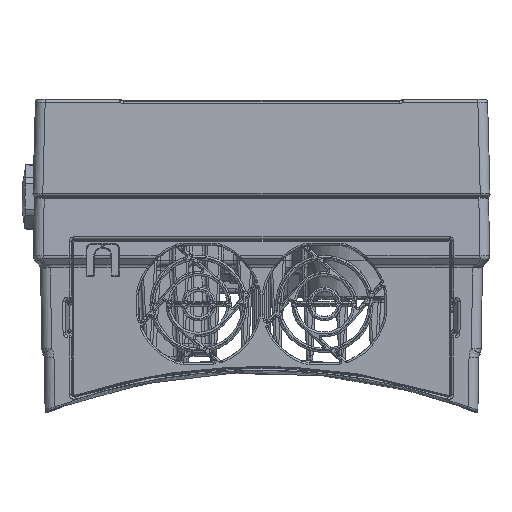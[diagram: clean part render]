
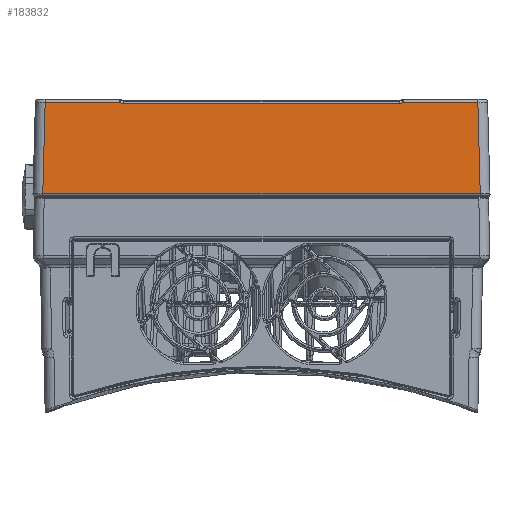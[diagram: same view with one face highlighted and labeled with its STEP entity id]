
A CAD part, top view. The second image highlights one B-rep face of the part: STEP entity #183832.
In plain terms, the highlighted planar face has unit normal (0, 0.026, 1).
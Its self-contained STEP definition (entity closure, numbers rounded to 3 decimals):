
#18822=DIRECTION('',(1.,0.,0.));
#18823=VECTOR('',#18822,179.149);
#18824=CARTESIAN_POINT('',(-89.574,71.226,
275.873));
#18825=LINE('',#18824,#18823);
#18836=DIRECTION('',(0.026,0.999,-0.026));
#18837=VECTOR('',#18836,37.431);
#18838=CARTESIAN_POINT('',(-89.574,71.226,
275.873));
#18839=LINE('',#18838,#18837);
#18843=CARTESIAN_POINT('',(-58.186,108.332,
274.901));
#18844=DIRECTION('',(0.,-0.026,-1.));
#18845=DIRECTION('',(0.,1.,-0.026));
#18846=AXIS2_PLACEMENT_3D('',#18843,#18844,#18845);
#18851=CARTESIAN_POINT('',(-58.02,108.581,
274.895));
#18852=CARTESIAN_POINT('',(-57.971,108.549,
274.896));
#18853=CARTESIAN_POINT('',(-57.871,108.487,
274.897));
#18854=CARTESIAN_POINT('',(-57.716,108.405,
274.9));
#18855=CARTESIAN_POINT('',(-57.556,108.333,
274.901));
#18856=CARTESIAN_POINT('',(-57.391,108.271,
274.903));
#18857=CARTESIAN_POINT('',(-57.223,108.221,
274.904));
#18858=CARTESIAN_POINT('',(-57.052,108.181,
274.905));
#18859=CARTESIAN_POINT('',(-56.878,108.152,
274.906));
#18860=CARTESIAN_POINT('',(-56.703,108.135,
274.907));
#18861=CARTESIAN_POINT('',(-56.586,108.131,
274.907));
#18862=CARTESIAN_POINT('',(-56.527,108.131,
274.907));
#18867=CARTESIAN_POINT('',(56.527,108.131,274.907));
#18868=CARTESIAN_POINT('',(56.586,108.131,274.907));
#18869=CARTESIAN_POINT('',(56.703,108.135,274.907));
#18870=CARTESIAN_POINT('',(56.878,108.152,274.906));
#18871=CARTESIAN_POINT('',(57.052,108.181,274.905));
#18872=CARTESIAN_POINT('',(57.223,108.221,274.904));
#18873=CARTESIAN_POINT('',(57.391,108.271,274.903));
#18874=CARTESIAN_POINT('',(57.556,108.333,274.901));
#18875=CARTESIAN_POINT('',(57.716,108.405,274.9));
#18876=CARTESIAN_POINT('',(57.871,108.487,274.897));
#18877=CARTESIAN_POINT('',(57.971,108.549,274.896));
#18878=CARTESIAN_POINT('',(58.02,108.581,274.895));
#18883=CARTESIAN_POINT('',(58.186,108.332,274.901));
#18884=DIRECTION('',(0.,-0.026,-1.));
#18885=DIRECTION('',(-0.553,0.833,-0.022));
#18886=AXIS2_PLACEMENT_3D('',#18883,#18884,#18885);
#18891=DIRECTION('',(0.026,-0.999,0.026));
#18892=VECTOR('',#18891,37.431);
#18893=CARTESIAN_POINT('',(88.595,108.631,274.894));
#18894=LINE('',#18893,#18892);
#20916=DIRECTION('',(-1.,0.,0.));
#20917=VECTOR('',#20916,30.409);
#20918=CARTESIAN_POINT('',(88.595,108.631,274.894));
#20919=LINE('',#20918,#20917);
#21221=DIRECTION('',(-1.,0.,0.));
#21222=VECTOR('',#21221,113.055);
#21223=CARTESIAN_POINT('',(56.527,108.131,274.907));
#21224=LINE('',#21223,#21222);
#21527=DIRECTION('',(-1.,0.,0.));
#21528=VECTOR('',#21527,30.409);
#21529=CARTESIAN_POINT('',(-58.186,108.631,
274.894));
#21530=LINE('',#21529,#21528);
#132929=CARTESIAN_POINT('',(58.02,108.581,
274.895));
#132930=VERTEX_POINT('',#132929);
#132931=VERTEX_POINT('',#18867);
#132932=CARTESIAN_POINT('',(58.186,108.631,
274.894));
#132933=VERTEX_POINT('',#132932);
#132936=CARTESIAN_POINT('',(88.595,108.631,
274.894));
#132937=VERTEX_POINT('',#132936);
#133026=CARTESIAN_POINT('',(-58.186,108.631,
274.894));
#133027=CARTESIAN_POINT('',(-88.595,108.631,
274.894));
#133028=VERTEX_POINT('',#133026);
#133029=VERTEX_POINT('',#133027);
#133030=CARTESIAN_POINT('',(-89.574,71.226,
275.873));
#133031=CARTESIAN_POINT('',(89.574,71.226,
275.873));
#133032=VERTEX_POINT('',#133030);
#133033=VERTEX_POINT('',#133031);
#133034=CARTESIAN_POINT('',(-58.02,108.581,
274.895));
#133035=VERTEX_POINT('',#133034);
#133036=VERTEX_POINT('',#18862);
#183807=CARTESIAN_POINT('',(-94.8,70.2,275.9));
#183808=DIRECTION('',(0.,0.026,1.));
#183809=DIRECTION('',(-1.,0.,0.));
#183810=AXIS2_PLACEMENT_3D('',#183807,#183808,#183809);
#183811=PLANE('',#183810);
#183812=ORIENTED_EDGE('',*,*,#183795,.F.);
#183814=ORIENTED_EDGE('',*,*,#183813,.T.);
#183816=ORIENTED_EDGE('',*,*,#183815,.F.);
#183818=ORIENTED_EDGE('',*,*,#183817,.T.);
#183820=ORIENTED_EDGE('',*,*,#183819,.T.);
#183822=ORIENTED_EDGE('',*,*,#183821,.F.);
#183824=ORIENTED_EDGE('',*,*,#183823,.T.);
#183826=ORIENTED_EDGE('',*,*,#183825,.T.);
#183828=ORIENTED_EDGE('',*,*,#183827,.F.);
#183829=ORIENTED_EDGE('',*,*,#183766,.T.);
#183830=EDGE_LOOP('',(#183812,#183814,#183816,#183818,#183820,#183822,#183824,
#183826,#183828,#183829));
#183831=FACE_OUTER_BOUND('',#183830,.F.);
#183832=ADVANCED_FACE('',(#183831),#183811,.T.);
#18847=CIRCLE('',#18846,0.3);
#18863=B_SPLINE_CURVE_WITH_KNOTS('',3,(#18851,#18852,#18853,#18854,#18855,
#18856,#18857,#18858,#18859,#18860,#18861,#18862),.UNSPECIFIED.,.F.,.F.,(4,1,1,
1,1,1,1,1,1,4),(0.,0.111,0.222,0.333,
0.444,0.556,0.667,0.778,
0.889,1.),.UNSPECIFIED.);
#18879=B_SPLINE_CURVE_WITH_KNOTS('',3,(#18867,#18868,#18869,#18870,#18871,
#18872,#18873,#18874,#18875,#18876,#18877,#18878),.UNSPECIFIED.,.F.,.F.,(4,1,1,
1,1,1,1,1,1,4),(0.,0.111,0.222,0.333,
0.444,0.556,0.667,0.778,
0.889,1.),.UNSPECIFIED.);
#18887=CIRCLE('',#18886,0.3);
#183766=EDGE_CURVE('',#132937,#133033,#18894,.T.);
#183795=EDGE_CURVE('',#133032,#133033,#18825,.T.);
#183813=EDGE_CURVE('',#133032,#133029,#18839,.T.);
#183815=EDGE_CURVE('',#133028,#133029,#21530,.T.);
#183817=EDGE_CURVE('',#133028,#133035,#18847,.T.);
#183819=EDGE_CURVE('',#133035,#133036,#18863,.T.);
#183821=EDGE_CURVE('',#132931,#133036,#21224,.T.);
#183823=EDGE_CURVE('',#132931,#132930,#18879,.T.);
#183825=EDGE_CURVE('',#132930,#132933,#18887,.T.);
#183827=EDGE_CURVE('',#132937,#132933,#20919,.T.);
